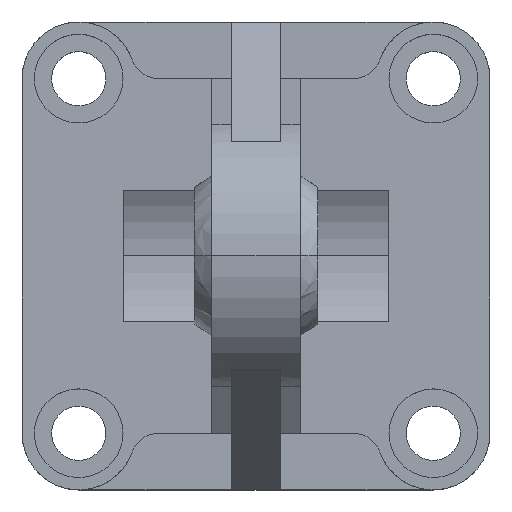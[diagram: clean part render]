
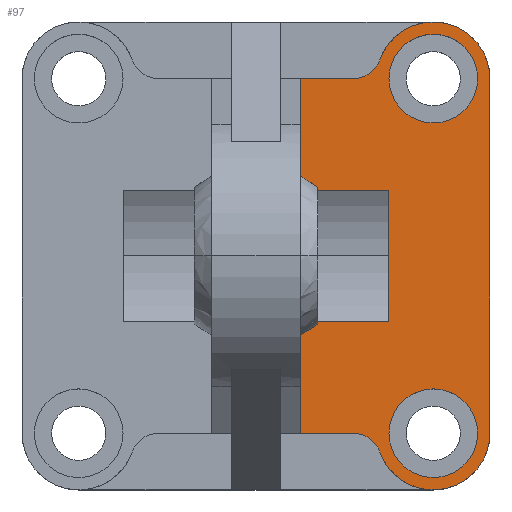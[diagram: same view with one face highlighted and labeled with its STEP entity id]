
A CAD part, top view. The second image highlights one B-rep face of the part: STEP entity #97.
In plain terms, the highlighted planar face has unit normal (0, 0, 1).
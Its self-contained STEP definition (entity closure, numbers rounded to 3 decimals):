
#97=ADVANCED_FACE('',(#204,#205,#206),#207,.T.);
#204=FACE_OUTER_BOUND('',#369,.T.);
#205=FACE_BOUND('',#370,.T.);
#206=FACE_BOUND('',#371,.T.);
#207=PLANE('',#372);
#369=EDGE_LOOP('',(#721,#722,#723,#724,#725,#726,#727,#728,#729,#730,#731,#732));
#370=EDGE_LOOP('',(#733,#734));
#371=EDGE_LOOP('',(#735,#736));
#372=AXIS2_PLACEMENT_3D('',#737,#738,#739);
#721=ORIENTED_EDGE('',*,*,#1200,.T.);
#722=ORIENTED_EDGE('',*,*,#1120,.T.);
#723=ORIENTED_EDGE('',*,*,#1201,.T.);
#724=ORIENTED_EDGE('',*,*,#1202,.T.);
#725=ORIENTED_EDGE('',*,*,#1203,.T.);
#726=ORIENTED_EDGE('',*,*,#1176,.F.);
#727=ORIENTED_EDGE('',*,*,#1204,.F.);
#728=ORIENTED_EDGE('',*,*,#1205,.F.);
#729=ORIENTED_EDGE('',*,*,#1206,.F.);
#730=ORIENTED_EDGE('',*,*,#1207,.F.);
#731=ORIENTED_EDGE('',*,*,#1208,.F.);
#732=ORIENTED_EDGE('',*,*,#1192,.F.);
#733=ORIENTED_EDGE('',*,*,#1111,.T.);
#734=ORIENTED_EDGE('',*,*,#1209,.T.);
#735=ORIENTED_EDGE('',*,*,#1103,.T.);
#736=ORIENTED_EDGE('',*,*,#1210,.T.);
#737=CARTESIAN_POINT('',(0.,0.,16.0));
#738=DIRECTION('',(0.0,0.0,1.0));
#739=DIRECTION('',(1.0,0.0,0.0));
#1103=EDGE_CURVE('',#1320,#1317,#1321,.T.);
#1111=EDGE_CURVE('',#1336,#1333,#1337,.T.);
#1120=EDGE_CURVE('',#1354,#1352,#1355,.T.);
#1176=EDGE_CURVE('',#1454,#1456,#1457,.T.);
#1192=EDGE_CURVE('',#1479,#1481,#1482,.T.);
#1200=EDGE_CURVE('',#1479,#1354,#1493,.T.);
#1201=EDGE_CURVE('',#1352,#1494,#1495,.T.);
#1202=EDGE_CURVE('',#1494,#1496,#1497,.T.);
#1203=EDGE_CURVE('',#1496,#1456,#1498,.T.);
#1204=EDGE_CURVE('',#1499,#1454,#1500,.T.);
#1205=EDGE_CURVE('',#1501,#1499,#1502,.T.);
#1206=EDGE_CURVE('',#1503,#1501,#1504,.T.);
#1207=EDGE_CURVE('',#1505,#1503,#1506,.T.);
#1208=EDGE_CURVE('',#1481,#1505,#1507,.T.);
#1209=EDGE_CURVE('',#1333,#1336,#1508,.T.);
#1210=EDGE_CURVE('',#1317,#1320,#1509,.T.);
#1317=VERTEX_POINT('',#1652);
#1320=VERTEX_POINT('',#1656);
#1321=CIRCLE('',#1657,9.0);
#1333=VERTEX_POINT('',#1672);
#1336=VERTEX_POINT('',#1676);
#1337=CIRCLE('',#1677,9.0);
#1352=VERTEX_POINT('',#1696);
#1354=VERTEX_POINT('',#1698);
#1355=LINE('',#1699,#1700);
#1454=VERTEX_POINT('',#1832);
#1456=VERTEX_POINT('',#1835);
#1457=LINE('',#1836,#1837);
#1479=VERTEX_POINT('',#1869);
#1481=VERTEX_POINT('',#1872);
#1482=LINE('',#1873,#1874);
#1493=LINE('',#1892,#1893);
#1494=VERTEX_POINT('',#1894);
#1495=LINE('',#1895,#1896);
#1496=VERTEX_POINT('',#1897);
#1497=LINE('',#1898,#1899);
#1498=LINE('',#1900,#1901);
#1499=VERTEX_POINT('',#1902);
#1500=CIRCLE('',#1903,5.75);
#1501=VERTEX_POINT('',#1904);
#1502=CIRCLE('',#1905,11.5);
#1503=VERTEX_POINT('',#1906);
#1504=LINE('',#1907,#1908);
#1505=VERTEX_POINT('',#1909);
#1506=CIRCLE('',#1910,11.5);
#1507=CIRCLE('',#1911,5.75);
#1508=CIRCLE('',#1912,9.0);
#1509=CIRCLE('',#1913,9.0);
#1652=CARTESIAN_POINT('',(45.0,-36.0,16.0));
#1656=CARTESIAN_POINT('',(27.0,-36.0,16.0));
#1657=AXIS2_PLACEMENT_3D('',#2071,#2072,#2073);
#1672=CARTESIAN_POINT('',(45.0,36.0,16.0));
#1676=CARTESIAN_POINT('',(27.0,36.0,16.0));
#1677=AXIS2_PLACEMENT_3D('',#2087,#2088,#2089);
#1696=CARTESIAN_POINT('',(27.0,13.266,16.0));
#1698=CARTESIAN_POINT('',(9.0,13.266,16.0));
#1699=CARTESIAN_POINT('',(18.0,13.266,16.0));
#1700=VECTOR('',#2106,1.0);
#1832=CARTESIAN_POINT('',(19.737,-36.0,16.0));
#1835=CARTESIAN_POINT('',(9.0,-36.0,16.0));
#1836=CARTESIAN_POINT('',(19.737,-36.0,16.0));
#1837=VECTOR('',#2204,1.0);
#1869=CARTESIAN_POINT('',(9.0,36.0,16.0));
#1872=CARTESIAN_POINT('',(19.737,36.0,16.0));
#1873=CARTESIAN_POINT('',(-19.737,36.0,16.0));
#1874=VECTOR('',#2228,1.0);
#1892=CARTESIAN_POINT('',(9.0,0.0,16.0));
#1893=VECTOR('',#2236,1.0);
#1894=CARTESIAN_POINT('',(27.0,-13.266,16.0));
#1895=CARTESIAN_POINT('',(27.0,0.,16.0));
#1896=VECTOR('',#2237,1.0);
#1897=CARTESIAN_POINT('',(9.0,-13.266,16.0));
#1898=CARTESIAN_POINT('',(18.0,-13.266,16.0));
#1899=VECTOR('',#2238,1.0);
#1900=CARTESIAN_POINT('',(9.0,0.0,16.0));
#1901=VECTOR('',#2239,1.0);
#1902=CARTESIAN_POINT('',(25.158,-39.833,16.0));
#1903=AXIS2_PLACEMENT_3D('',#2240,#2241,#2242);
#1904=CARTESIAN_POINT('',(47.5,-36.0,16.0));
#1905=AXIS2_PLACEMENT_3D('',#2243,#2244,#2245);
#1906=CARTESIAN_POINT('',(47.5,36.0,16.0));
#1907=CARTESIAN_POINT('',(47.5,36.0,16.0));
#1908=VECTOR('',#2246,1.0);
#1909=CARTESIAN_POINT('',(25.158,39.833,16.0));
#1910=AXIS2_PLACEMENT_3D('',#2247,#2248,#2249);
#1911=AXIS2_PLACEMENT_3D('',#2250,#2251,#2252);
#1912=AXIS2_PLACEMENT_3D('',#2253,#2254,#2255);
#1913=AXIS2_PLACEMENT_3D('',#2256,#2257,#2258);
#2071=CARTESIAN_POINT('',(36.0,-36.0,16.0));
#2072=DIRECTION('',(0.0,0.0,-1.0));
#2073=DIRECTION('',(1.0,0.0,0.0));
#2087=CARTESIAN_POINT('',(36.0,36.0,16.0));
#2088=DIRECTION('',(0.0,0.0,-1.0));
#2089=DIRECTION('',(1.0,0.0,0.0));
#2106=DIRECTION('',(1.0,0.0,0.0));
#2204=DIRECTION('',(-1.0,0.0,0.0));
#2228=DIRECTION('',(1.0,0.0,0.0));
#2236=DIRECTION('',(0.0,-1.0,0.0));
#2237=DIRECTION('',(0.0,-1.0,0.0));
#2238=DIRECTION('',(-1.0,-0.0,-0.0));
#2239=DIRECTION('',(0.0,-1.0,0.0));
#2240=CARTESIAN_POINT('',(19.737,-41.75,16.0));
#2241=DIRECTION('',(0.0,0.0,1.0));
#2242=DIRECTION('',(1.0,0.0,0.0));
#2243=CARTESIAN_POINT('',(36.0,-36.0,16.0));
#2244=DIRECTION('',(0.0,0.0,-1.0));
#2245=DIRECTION('',(1.0,0.0,0.0));
#2246=DIRECTION('',(0.0,-1.0,0.0));
#2247=CARTESIAN_POINT('',(36.0,36.0,16.0));
#2248=DIRECTION('',(0.0,0.0,-1.0));
#2249=DIRECTION('',(1.0,0.0,0.0));
#2250=CARTESIAN_POINT('',(19.737,41.75,16.0));
#2251=DIRECTION('',(0.0,0.0,1.0));
#2252=DIRECTION('',(1.0,0.0,0.0));
#2253=CARTESIAN_POINT('',(36.0,36.0,16.0));
#2254=DIRECTION('',(0.0,0.0,-1.0));
#2255=DIRECTION('',(1.0,0.0,0.0));
#2256=CARTESIAN_POINT('',(36.0,-36.0,16.0));
#2257=DIRECTION('',(0.0,0.0,-1.0));
#2258=DIRECTION('',(1.0,0.0,0.0));
